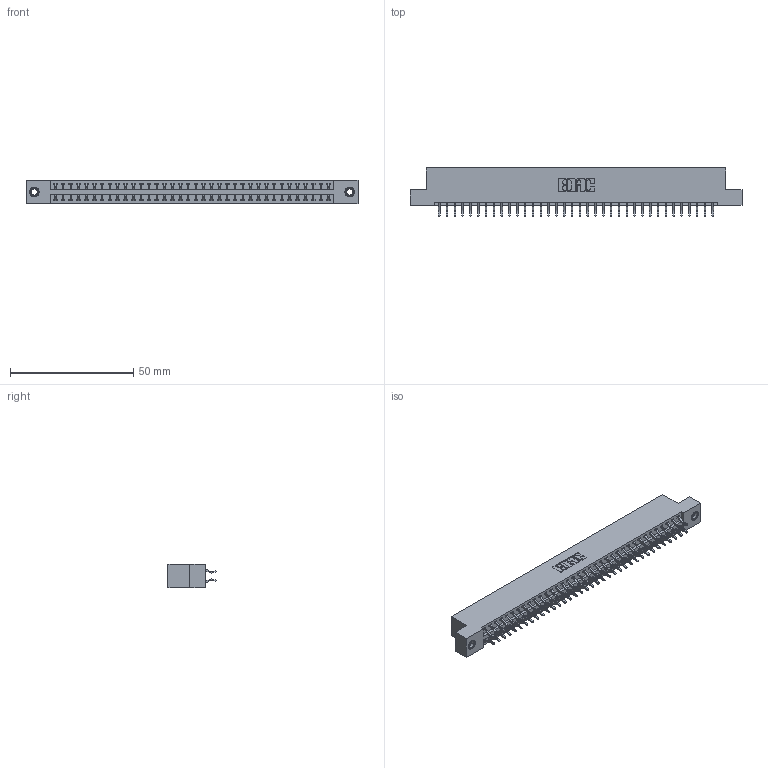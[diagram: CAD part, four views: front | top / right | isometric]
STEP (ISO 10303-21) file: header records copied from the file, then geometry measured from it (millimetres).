
FILE_DESCRIPTION (( 'STEP AP203' ), '1' );
FILE_NAME ('346-072-556-207.STEP', '2018-08-29T01:14:30', ( '' ), ( '' ), 'SwSTEP 2.0', 'SolidWorks 2016', '' );
FILE_SCHEMA (( 'CONFIG_CONTROL_DESIGN' ));
Length unit declared in the file: inch
Products named in the file (4): 346 Part_Flush Mounting Lugs - 0.156 Dia-TI; 345-292-001_556 Tail; 345-250-001_345-250-005-103; 346-072-556-207
Assembly tree (75 placements, depth 2):
  346-072-556-207
    346 Part_Flush Mounting Lugs - 0.156 Dia-TI
    345-292-001_556 Tail  x72
    345-250-001_345-250-005-103  x2
Bounding box: 134.87 x 19.57 x 9.4 mm (x, y, z)
Volume: 13088.9 mm3; surface area: 17864.2 mm2
Topology: 75 solids, 75 shells, 4358 faces, 12921 edges, 8510 vertices
Faces by surface type: plane 2916, cylinder 1426, cone 12, torus 4
Entity records: 25708 total; most frequent: CARTESIAN_POINT 4243, ORIENTED_EDGE 4158, DIRECTION 3805, EDGE_CURVE 2079, LINE 1775, VECTOR 1775, VERTEX_POINT 1380, AXIS2_PLACEMENT_3D 1015
